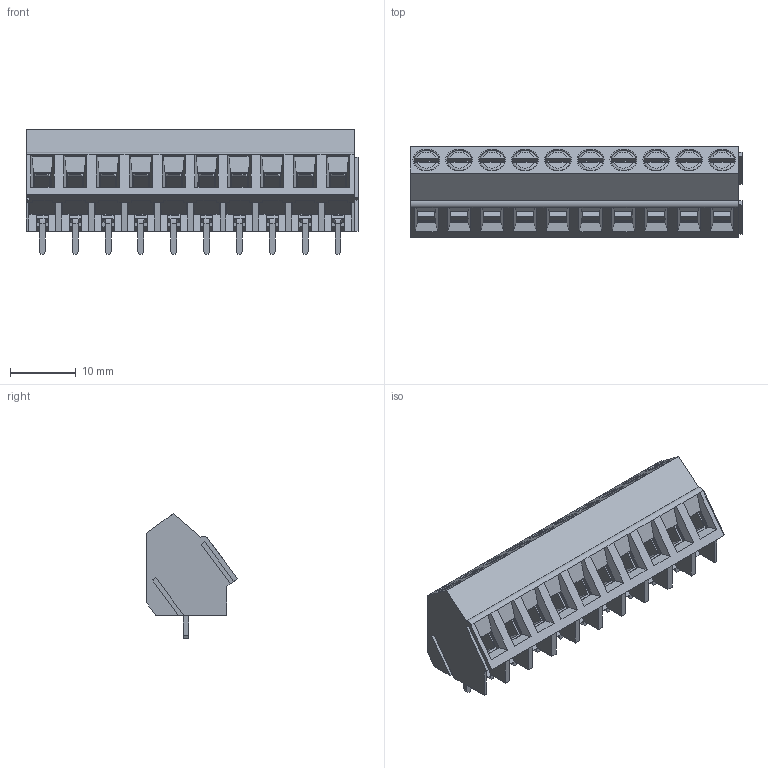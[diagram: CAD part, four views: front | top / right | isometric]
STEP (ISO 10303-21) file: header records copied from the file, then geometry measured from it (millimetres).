
FILE_DESCRIPTION(('STEP AP214'), '1');
FILE_NAME('DG103-5.0-03', '2018-03-17T09:02:31', ('Nobody'), (''), 'ASCON STEP Converter 1.3', 'ASCON Math Kernel', '');
FILE_SCHEMA(('AUTOMOTIVE_DESIGN { 1 0 10303 214 3 1 1}'));
Length unit declared in the file: millimetre
Assembly tree (31 placements, depth 2):
  (unnamed)
    (unnamed)
    (unnamed)  x10
    (unnamed)  x10
    (unnamed)  x10
Bounding box: 50.55 x 13.8 x 19 mm (x, y, z)
Volume: 4777 mm3; surface area: 10143.6 mm2
Topology: 31 solids, 31 shells, 1127 faces, 2865 edges, 1810 vertices
Faces by surface type: plane 956, cylinder 121, torus 30, cone 20
Full cylindrical faces by diameter (mm): 1.8 x10, 2 x10, 2.5 x10, 2.6 x10, 4 x10, 4.1 x10
Entity records: 20395 total; most frequent: CARTESIAN_POINT 2842, ORIENTED_EDGE 2650, DIRECTION 2467, EDGE_CURVE 1325, LINE 1245, VECTOR 1245, VERTEX_POINT 864, AXIS2_PLACEMENT_3D 611
